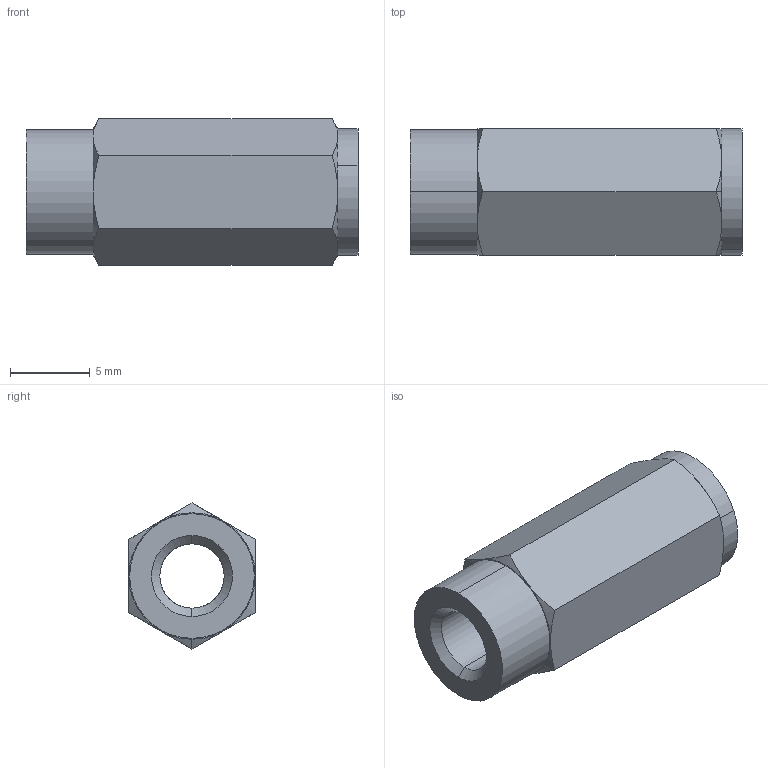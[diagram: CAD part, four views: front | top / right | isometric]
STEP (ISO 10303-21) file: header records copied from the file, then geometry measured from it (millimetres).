
FILE_DESCRIPTION (( 'STEP AP214' ), '1' );
FILE_NAME ('CVU10N.step', '2018-10-25T17:35:29', ( '' ), ( '' ), 'SwSTEP 2.0', 'SolidWorks 2018', '' );
FILE_SCHEMA (( 'AUTOMOTIVE_DESIGN' ));
Length unit declared in the file: inch
Products named in the file (1): CVU10N
Bounding box: 20.83 x 7.94 x 9.17 mm (x, y, z)
Volume: 636 mm3; surface area: 1250.9 mm2
Topology: 2 solids, 2 shells, 52 faces, 114 edges, 70 vertices
Faces by surface type: cone 18, plane 18, cylinder 16
Entity records: 2215 total; most frequent: CARTESIAN_POINT 341, DIRECTION 246, ORIENTED_EDGE 228, EDGE_CURVE 114, AXIS2_PLACEMENT_3D 103, VERTEX_POINT 70, EDGE_LOOP 60, LENGTH_MEASURE_WITH_UNIT 56
